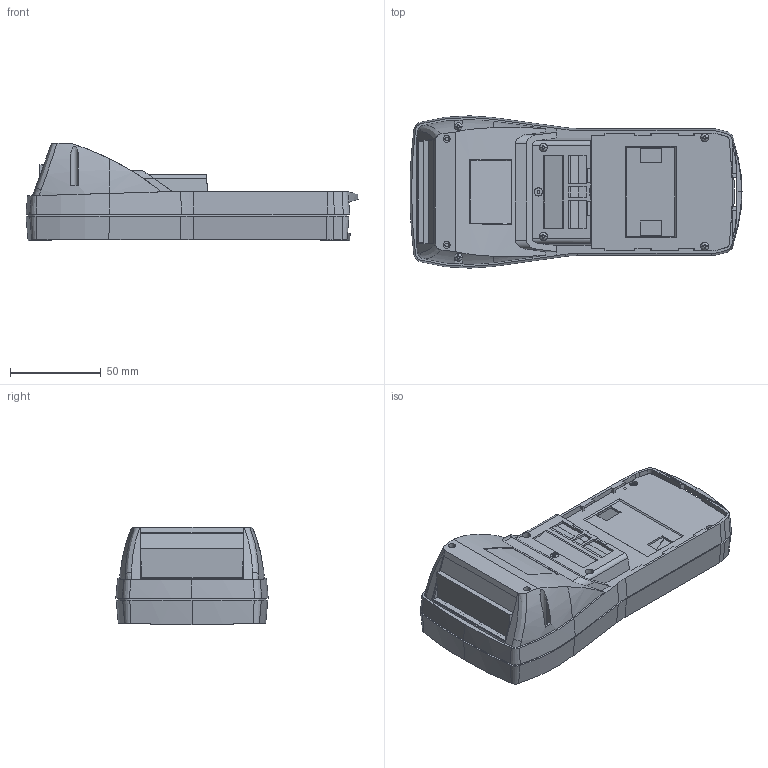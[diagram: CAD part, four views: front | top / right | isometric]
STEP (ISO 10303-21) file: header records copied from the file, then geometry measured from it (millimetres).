
FILE_DESCRIPTION (( 'STEP AP214' ), '1' );
FILE_NAME ('27010400.STEP', '2023-04-14T06:40:26', ( 'Ifina' ), ( 'Ifina' ), 'SwSTEP 2.0', 'SolidWorks 2020', '' );
FILE_SCHEMA (( 'AUTOMOTIVE_DESIGN' ));
Length unit declared in the file: millimetre
Products named in the file (9): 27010400; 37006_Katalog; 38005_Katalog; 41081; 41095_Rohteil; 41101_Rohteil; 93354_EJOT Delta PT Schraube H 30x8 WN5411; 41090; 82345
Assembly tree (13 placements, depth 2):
  27010400
    37006_Katalog
    38005_Katalog
    41101_Rohteil
    41090
    41095_Rohteil
    93354_EJOT Delta PT Schraube H 30x8 WN5411  x6
    41081
    82345
Bounding box: 183.03 x 84 x 53.5 mm (x, y, z)
Volume: 117673.3 mm3; surface area: 124233.1 mm2
Topology: 13 solids, 13 shells, 1908 faces, 5171 edges, 3385 vertices
Faces by surface type: plane 1345, cone 354, cylinder 146, bspline 39, torus 24
Entity records: 60413 total; most frequent: CARTESIAN_POINT 16053, ORIENTED_EDGE 9662, DIRECTION 8411, EDGE_CURVE 4831, LINE 3447, VECTOR 3447, VERTEX_POINT 3165, AXIS2_PLACEMENT_3D 2482
